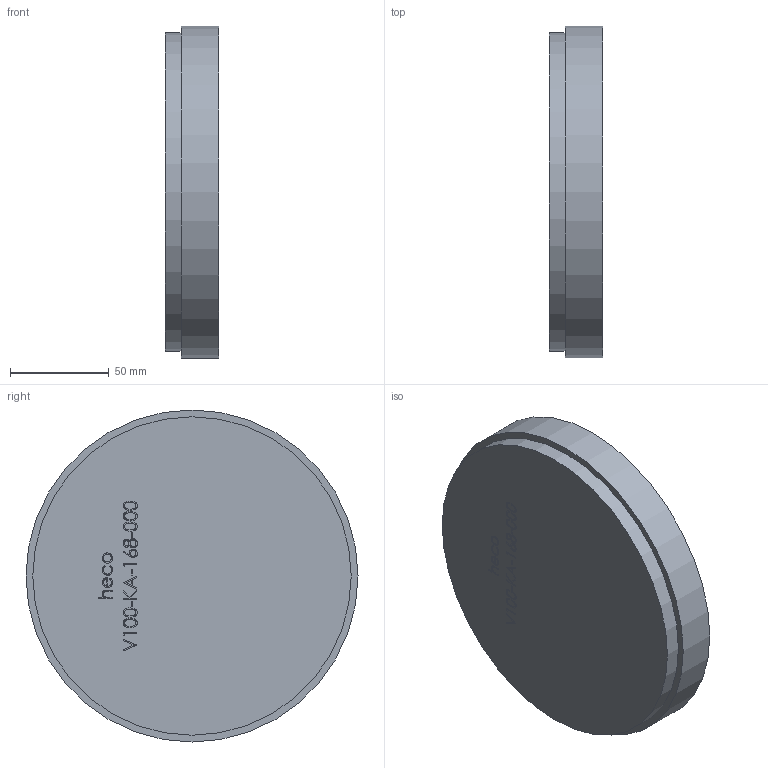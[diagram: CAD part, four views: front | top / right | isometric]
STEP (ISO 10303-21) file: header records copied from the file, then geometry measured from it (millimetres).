
FILE_DESCRIPTION (( 'STEP AP214' ), '1' );
FILE_NAME ('V100-KA-168-000-x Typ E496 DN150 600 Ø168,3 1812.STEP', '2018-12-19T09:44:10', ( '' ), ( '' ), 'SwSTEP 2.0', 'SolidWorks 2016', '' );
FILE_SCHEMA (( 'AUTOMOTIVE_DESIGN' ));
Length unit declared in the file: inch
Products named in the file (1): V100-KA-168-000-x Typ E496 DN150 600 Ø168,3 1812
Bounding box: 26.95 x 168.28 x 168.28 mm (x, y, z)
Volume: 411076.3 mm3; surface area: 63146.5 mm2
Topology: 1 solids, 1 shells, 212 faces, 534 edges, 356 vertices
Faces by surface type: bspline 106, plane 103, cylinder 3
Full cylindrical faces by diameter (mm): 151.384 x1, 161.417 x1, 168.275 x1
Entity records: 15519 total; most frequent: CARTESIAN_POINT 8590, ORIENTED_EDGE 1062, DIRECTION 539, EDGE_CURVE 531, VERTEX_POINT 356, VECTOR 313, LINE 313, EDGE_LOOP 247
